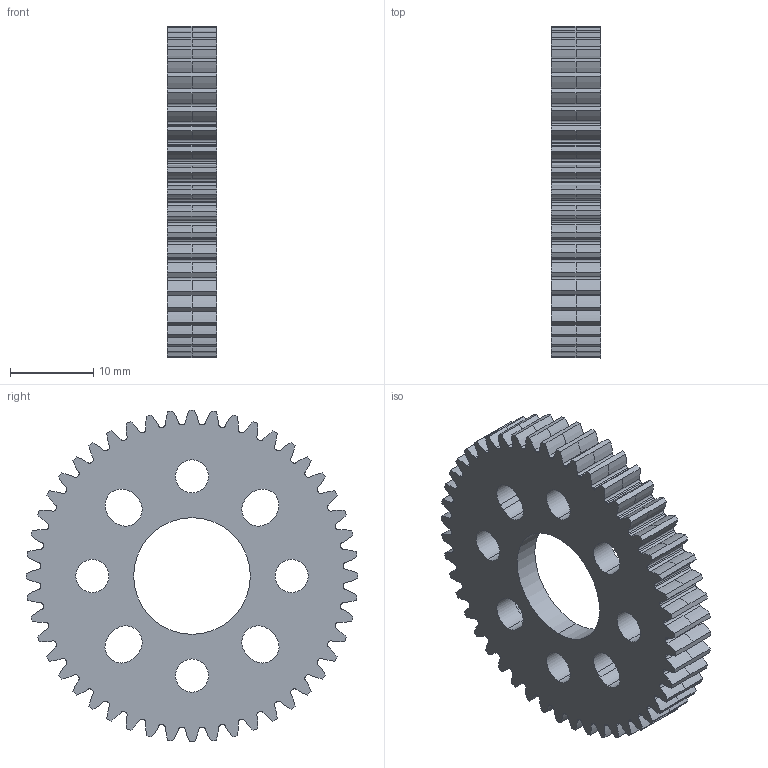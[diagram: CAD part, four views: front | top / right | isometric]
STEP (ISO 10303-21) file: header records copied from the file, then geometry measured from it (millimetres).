
FILE_DESCRIPTION (( 'STEP AP203' ), '1' );
FILE_NAME ('2302-0014-0048.STEP', '2017-04-06T19:50:52', ( '' ), ( '' ), 'SwSTEP 2.0', 'SolidWorks 2016', '' );
FILE_SCHEMA (( 'CONFIG_CONTROL_DESIGN' ));
Length unit declared in the file: millimetre
Products named in the file (1): 2302-0014-0048
Bounding box: 6 x 40 x 40 mm (x, y, z)
Volume: 3472 mm3; surface area: 3928.4 mm2
Topology: 1 solids, 1 shells, 440 faces, 1311 edges, 874 vertices
Faces by surface type: cylinder 237, bspline 192, plane 11
Entity records: 22146 total; most frequent: CARTESIAN_POINT 10882, ORIENTED_EDGE 2622, DIRECTION 1995, EDGE_CURVE 1311, VERTEX_POINT 874, AXIS2_PLACEMENT_3D 723, LINE 549, VECTOR 549
